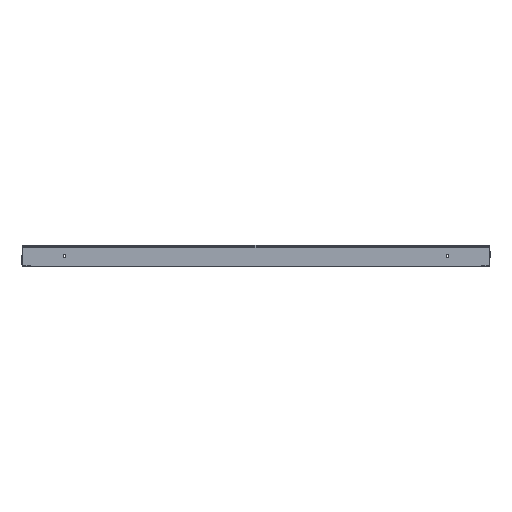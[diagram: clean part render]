
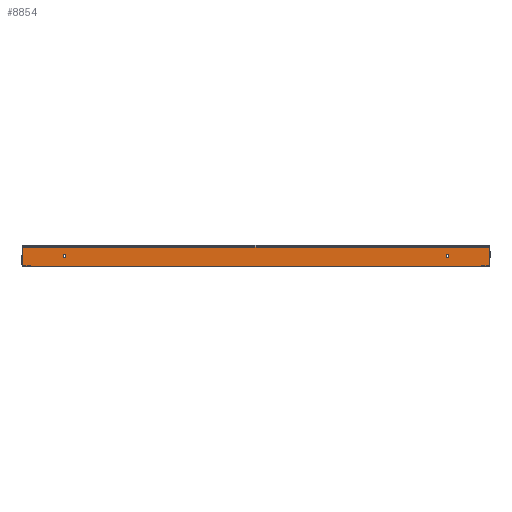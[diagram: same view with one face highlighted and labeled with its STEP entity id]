
A CAD part, front view. The second image highlights one B-rep face of the part: STEP entity #8854.
In plain terms, the highlighted planar face has unit normal (0, -1, 0).
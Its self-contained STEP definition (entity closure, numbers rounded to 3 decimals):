
#9 = VERTEX_POINT ( 'NONE', #7684 ) ;
#22 = DIRECTION ( 'NONE',  ( 0., 1., 0. ) ) ;
#134 = CIRCLE ( 'NONE', #12737, 1. ) ;
#215 = ORIENTED_EDGE ( 'NONE', *, *, #9887, .T. ) ;
#548 = VERTEX_POINT ( 'NONE', #7957 ) ;
#625 = CIRCLE ( 'NONE', #12527, 3. ) ;
#708 = VERTEX_POINT ( 'NONE', #5601 ) ;
#808 = DIRECTION ( 'NONE',  ( 0., 0., 1. ) ) ;
#983 = FACE_BOUND ( 'NONE', #7905, .T. ) ;
#1204 = ORIENTED_EDGE ( 'NONE', *, *, #10619, .T. ) ;
#1302 = DIRECTION ( 'NONE',  ( 0., 1., 0. ) ) ;
#1465 = EDGE_CURVE ( 'NONE', #9987, #9580, #12398, .T. ) ;
#1883 = VECTOR ( 'NONE', #8681, 1000. ) ;
#1931 = VERTEX_POINT ( 'NONE', #2386 ) ;
#2286 = PLANE ( 'NONE',  #12179 ) ;
#2386 = CARTESIAN_POINT ( 'NONE',  ( 450., -900., -28. ) ) ;
#2615 = CARTESIAN_POINT ( 'NONE',  ( -450., -900., -28. ) ) ;
#3104 = CIRCLE ( 'NONE', #11263, 3. ) ;
#3324 = CARTESIAN_POINT ( 'NONE',  ( 0., -900., -4. ) ) ;
#3415 = CARTESIAN_POINT ( 'NONE',  ( 450., -900., -25. ) ) ;
#3488 = CARTESIAN_POINT ( 'NONE',  ( -450., -900., -25. ) ) ;
#3489 = LINE ( 'NONE', #12407, #13057 ) ;
#3604 = DIRECTION ( 'NONE',  ( 0., 0., 1. ) ) ;
#3779 = CARTESIAN_POINT ( 'NONE',  ( -547.929, -900., -4. ) ) ;
#4238 = DIRECTION ( 'NONE',  ( 0., 1., 0. ) ) ;
#4351 = VECTOR ( 'NONE', #9237, 1000. ) ;
#4630 = CARTESIAN_POINT ( 'NONE',  ( 0., -900., 0. ) ) ;
#4756 = VERTEX_POINT ( 'NONE', #12616 ) ;
#4878 = DIRECTION ( 'NONE',  ( 0., 1., 0. ) ) ;
#5020 = VECTOR ( 'NONE', #12456, 1000. ) ;
#5270 = CARTESIAN_POINT ( 'NONE',  ( -546.929, -900., -49. ) ) ;
#5578 = DIRECTION ( 'NONE',  ( 0., -1., 0. ) ) ;
#5601 = CARTESIAN_POINT ( 'NONE',  ( 547.929, -900., -4. ) ) ;
#5787 = EDGE_CURVE ( 'NONE', #9580, #708, #3489, .T. ) ;
#5887 = VERTEX_POINT ( 'NONE', #3779 ) ;
#6276 = CARTESIAN_POINT ( 'NONE',  ( 547.929, -900., -49. ) ) ;
#6313 = FACE_BOUND ( 'NONE', #9809, .T. ) ;
#6370 = DIRECTION ( 'NONE',  ( 0., -1., 0. ) ) ;
#6537 = ORIENTED_EDGE ( 'NONE', *, *, #6725, .F. ) ;
#6725 = EDGE_CURVE ( 'NONE', #12747, #5887, #13208, .T. ) ;
#6797 = CARTESIAN_POINT ( 'NONE',  ( 546.929, -900., -49. ) ) ;
#6874 = DIRECTION ( 'NONE',  ( 0., 0., -1. ) ) ;
#7458 = CARTESIAN_POINT ( 'NONE',  ( 450., -900., -25. ) ) ;
#7495 = FACE_OUTER_BOUND ( 'NONE', #9984, .T. ) ;
#7684 = CARTESIAN_POINT ( 'NONE',  ( -450., -900., -22. ) ) ;
#7744 = DIRECTION ( 'NONE',  ( 0., 0., 1. ) ) ;
#7905 = EDGE_LOOP ( 'NONE', ( #8198, #1204 ) ) ;
#7957 = CARTESIAN_POINT ( 'NONE',  ( -546.929, -900., -50. ) ) ;
#7997 = CARTESIAN_POINT ( 'NONE',  ( -450., -900., -25. ) ) ;
#8198 = ORIENTED_EDGE ( 'NONE', *, *, #13173, .T. ) ;
#8432 = ORIENTED_EDGE ( 'NONE', *, *, #12195, .F. ) ;
#8681 = DIRECTION ( 'NONE',  ( 0., 0., 1. ) ) ;
#8818 = AXIS2_PLACEMENT_3D ( 'NONE', #7458, #4238, #808 ) ;
#8854 = ADVANCED_FACE ( 'NONE', ( #6313, #983, #7495 ), #2286, .T. ) ;
#9008 = ORIENTED_EDGE ( 'NONE', *, *, #1465, .T. ) ;
#9170 = CARTESIAN_POINT ( 'NONE',  ( -550., -900., -50. ) ) ;
#9237 = DIRECTION ( 'NONE',  ( -1., 0., 0. ) ) ;
#9323 = DIRECTION ( 'NONE',  ( 0., 0., 1. ) ) ;
#9580 = VERTEX_POINT ( 'NONE', #6276 ) ;
#9809 = EDGE_LOOP ( 'NONE', ( #215, #13858 ) ) ;
#9815 = VERTEX_POINT ( 'NONE', #2615 ) ;
#9887 = EDGE_CURVE ( 'NONE', #9, #9815, #3104, .T. ) ;
#9984 = EDGE_LOOP ( 'NONE', ( #6537, #12202, #8432, #9008, #12675, #13112 ) ) ;
#9987 = VERTEX_POINT ( 'NONE', #12763 ) ;
#10068 = DIRECTION ( 'NONE',  ( 0., -1., 0. ) ) ;
#10619 = EDGE_CURVE ( 'NONE', #1931, #4756, #13650, .T. ) ;
#11100 = EDGE_CURVE ( 'NONE', #708, #5887, #13620, .T. ) ;
#11263 = AXIS2_PLACEMENT_3D ( 'NONE', #3488, #4878, #9323 ) ;
#11302 = DIRECTION ( 'NONE',  ( 0., 0., 1. ) ) ;
#11505 = LINE ( 'NONE', #9170, #4351 ) ;
#11545 = AXIS2_PLACEMENT_3D ( 'NONE', #3415, #1302, #11302 ) ;
#11645 = EDGE_CURVE ( 'NONE', #12747, #548, #134, .T. ) ;
#11847 = CIRCLE ( 'NONE', #8818, 3. ) ;
#12101 = CARTESIAN_POINT ( 'NONE',  ( -547.929, -900., -2. ) ) ;
#12179 = AXIS2_PLACEMENT_3D ( 'NONE', #4630, #5578, #13320 ) ;
#12195 = EDGE_CURVE ( 'NONE', #9987, #548, #11505, .T. ) ;
#12202 = ORIENTED_EDGE ( 'NONE', *, *, #11645, .T. ) ;
#12225 = CARTESIAN_POINT ( 'NONE',  ( -547.929, -900., -49. ) ) ;
#12398 = CIRCLE ( 'NONE', #14260, 1. ) ;
#12407 = CARTESIAN_POINT ( 'NONE',  ( 547.929, -900., 0. ) ) ;
#12456 = DIRECTION ( 'NONE',  ( -1., 0., 0. ) ) ;
#12527 = AXIS2_PLACEMENT_3D ( 'NONE', #7997, #22, #3604 ) ;
#12616 = CARTESIAN_POINT ( 'NONE',  ( 450., -900., -22. ) ) ;
#12662 = EDGE_CURVE ( 'NONE', #9815, #9, #625, .T. ) ;
#12675 = ORIENTED_EDGE ( 'NONE', *, *, #5787, .T. ) ;
#12737 = AXIS2_PLACEMENT_3D ( 'NONE', #5270, #6370, #13085 ) ;
#12747 = VERTEX_POINT ( 'NONE', #12225 ) ;
#12763 = CARTESIAN_POINT ( 'NONE',  ( 546.929, -900., -50. ) ) ;
#13057 = VECTOR ( 'NONE', #7744, 1000. ) ;
#13085 = DIRECTION ( 'NONE',  ( 0., 0., -1. ) ) ;
#13112 = ORIENTED_EDGE ( 'NONE', *, *, #11100, .T. ) ;
#13173 = EDGE_CURVE ( 'NONE', #4756, #1931, #11847, .T. ) ;
#13208 = LINE ( 'NONE', #12101, #1883 ) ;
#13320 = DIRECTION ( 'NONE',  ( 0., 0., -1. ) ) ;
#13620 = LINE ( 'NONE', #3324, #5020 ) ;
#13650 = CIRCLE ( 'NONE', #11545, 3. ) ;
#13858 = ORIENTED_EDGE ( 'NONE', *, *, #12662, .T. ) ;
#14260 = AXIS2_PLACEMENT_3D ( 'NONE', #6797, #10068, #6874 ) ;
